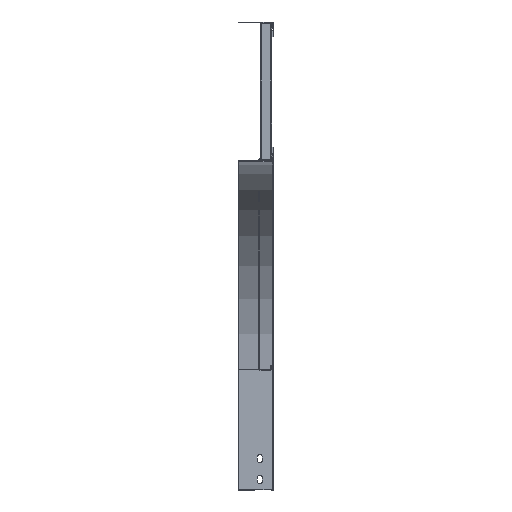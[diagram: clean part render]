
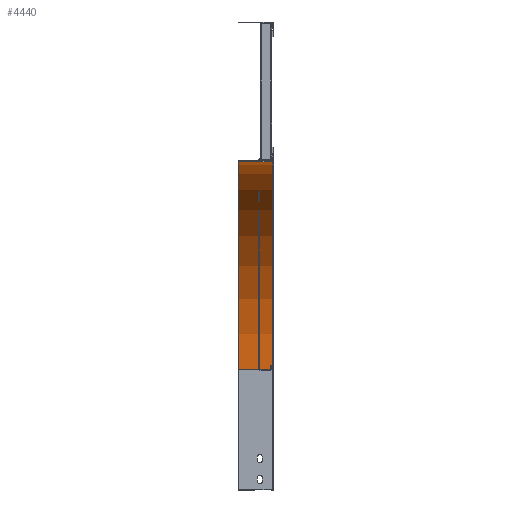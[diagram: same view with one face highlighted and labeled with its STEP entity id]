
A CAD part, left-side view. The second image highlights one B-rep face of the part: STEP entity #4440.
In plain terms, the highlighted cylindrical face has radius 298.8 mm (diameter 597.6 mm), a partial arc.
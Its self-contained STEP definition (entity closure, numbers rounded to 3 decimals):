
#348 = EDGE_CURVE ( 'NONE', #8813, #9018, #2349, .T. ) ;
#1545 = CARTESIAN_POINT ( 'NONE',  ( -400., -18., -301.4 ) ) ;
#1546 = DIRECTION ( 'NONE',  ( 0., 1., 0. ) ) ;
#1547 = DIRECTION ( 'NONE',  ( 1., 0., 0. ) ) ;
#2349 = CIRCLE ( 'NONE', #10626, 298.8 ) ;
#2407 = AXIS2_PLACEMENT_3D ( 'NONE', #6030, #6031, #6032 ) ;
#3385 = FACE_OUTER_BOUND ( 'NONE', #4297, .T. ) ;
#3387 = CYLINDRICAL_SURFACE ( 'NONE', #10585, 298.8 ) ;
#4297 = EDGE_LOOP ( 'NONE', ( #8146, #8145, #8144, #8143 ) ) ;
#4440 = ADVANCED_FACE ( 'NONE', ( #3385 ), #3387, .F. ) ;
#5114 = LINE ( 'NONE', #5956, #5116 ) ;
#5116 = VECTOR ( 'NONE', #5957, 1000. ) ;
#5165 = CIRCLE ( 'NONE', #2407, 298.8 ) ;
#5206 = LINE ( 'NONE', #6080, #5208 ) ;
#5208 = VECTOR ( 'NONE', #6081, 1000. ) ;
#5272 = CARTESIAN_POINT ( 'NONE',  ( -400., -19.8, -301.4 ) ) ;
#5273 = DIRECTION ( 'NONE',  ( 0., 1., 0. ) ) ;
#5275 = DIRECTION ( 'NONE',  ( 1., 0., 0. ) ) ;
#5956 = CARTESIAN_POINT ( 'NONE',  ( -400., -18., -2.6 ) ) ;
#5957 = DIRECTION ( 'NONE',  ( 0., -1., 0. ) ) ;
#6030 = CARTESIAN_POINT ( 'NONE',  ( -400., 30.201, -301.4 ) ) ;
#6031 = DIRECTION ( 'NONE',  ( 0., 1., 0. ) ) ;
#6032 = DIRECTION ( 'NONE',  ( 1., 0., 0. ) ) ;
#6080 = CARTESIAN_POINT ( 'NONE',  ( -101.2, 14.26, -301.4 ) ) ;
#6081 = DIRECTION ( 'NONE',  ( 0., 1., 0. ) ) ;
#6194 = CARTESIAN_POINT ( 'NONE',  ( -101.2, -18., -301.4 ) ) ;
#6202 = CARTESIAN_POINT ( 'NONE',  ( -101.2, 30.201, -301.4 ) ) ;
#6248 = CARTESIAN_POINT ( 'NONE',  ( -400., 30.201, -2.6 ) ) ;
#8143 = ORIENTED_EDGE ( 'NONE', *, *, #9652, .F. ) ;
#8144 = ORIENTED_EDGE ( 'NONE', *, *, #9627, .T. ) ;
#8145 = ORIENTED_EDGE ( 'NONE', *, *, #9598, .F. ) ;
#8146 = ORIENTED_EDGE ( 'NONE', *, *, #348, .F. ) ;
#8813 = VERTEX_POINT ( 'NONE', #10219 ) ;
#9018 = VERTEX_POINT ( 'NONE', #6194 ) ;
#9026 = VERTEX_POINT ( 'NONE', #6202 ) ;
#9072 = VERTEX_POINT ( 'NONE', #6248 ) ;
#9598 = EDGE_CURVE ( 'NONE', #9072, #8813, #5114, .T. ) ;
#9627 = EDGE_CURVE ( 'NONE', #9072, #9026, #5165, .T. ) ;
#9652 = EDGE_CURVE ( 'NONE', #9018, #9026, #5206, .T. ) ;
#10219 = CARTESIAN_POINT ( 'NONE',  ( -400., -18., -2.6 ) ) ;
#10585 = AXIS2_PLACEMENT_3D ( 'NONE', #5272, #5273, #5275 ) ;
#10626 = AXIS2_PLACEMENT_3D ( 'NONE', #1545, #1546, #1547 ) ;
